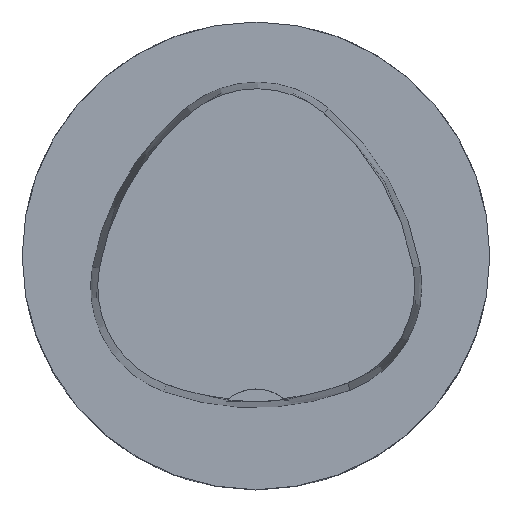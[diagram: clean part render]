
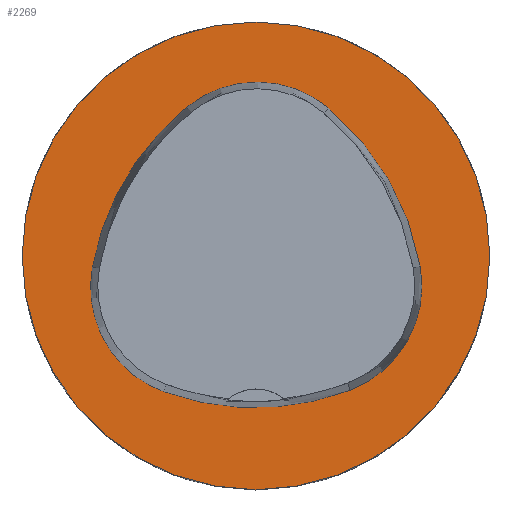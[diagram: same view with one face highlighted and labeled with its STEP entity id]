
A CAD part, top view. The second image highlights one B-rep face of the part: STEP entity #2269.
In plain terms, the highlighted planar face has unit normal (0, 0, 1).
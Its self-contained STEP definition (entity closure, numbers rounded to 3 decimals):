
#400=PLANE('',#11699);
#2269=ADVANCED_FACE('',(#3368,#3369),#400,.T.);
#3368=FACE_BOUND('',#4120,.T.);
#3369=FACE_BOUND('',#4121,.T.);
#4120=EDGE_LOOP('',(#7013,#7014,#7015,#7016,#7017,#7018));
#4121=EDGE_LOOP('',(#7019));
#7013=ORIENTED_EDGE('',*,*,#9521,.T.);
#7014=ORIENTED_EDGE('',*,*,#9501,.T.);
#7015=ORIENTED_EDGE('',*,*,#9505,.T.);
#7016=ORIENTED_EDGE('',*,*,#9508,.T.);
#7017=ORIENTED_EDGE('',*,*,#9511,.T.);
#7018=ORIENTED_EDGE('',*,*,#9519,.T.);
#7019=ORIENTED_EDGE('',*,*,#8091,.F.);
#7117=VERTEX_POINT('',#14762);
#8049=VERTEX_POINT('',#58274);
#8050=VERTEX_POINT('',#58275);
#8053=VERTEX_POINT('',#58283);
#8055=VERTEX_POINT('',#58289);
#8057=VERTEX_POINT('',#58295);
#8064=VERTEX_POINT('',#58316);
#8091=EDGE_CURVE('',#7117,#7117,#9559,.T.);
#9501=EDGE_CURVE('',#8049,#8050,#10175,.T.);
#9505=EDGE_CURVE('',#8050,#8053,#10177,.T.);
#9508=EDGE_CURVE('',#8053,#8055,#10179,.T.);
#9511=EDGE_CURVE('',#8055,#8057,#10181,.T.);
#9519=EDGE_CURVE('',#8057,#8064,#10185,.T.);
#9521=EDGE_CURVE('',#8064,#8049,#10187,.T.);
#9559=CIRCLE('',#10431,31.5);
#10175=CIRCLE('',#11677,36.);
#10177=CIRCLE('',#11680,15.);
#10179=CIRCLE('',#11683,36.);
#10181=CIRCLE('',#11686,15.);
#10185=CIRCLE('',#11691,36.);
#10187=CIRCLE('',#11694,15.);
#10431=AXIS2_PLACEMENT_3D('',#14761,#11810,#11811);
#11677=AXIS2_PLACEMENT_3D('',#58273,#14534,#14535);
#11680=AXIS2_PLACEMENT_3D('',#58282,#14542,#14543);
#11683=AXIS2_PLACEMENT_3D('',#58288,#14549,#14550);
#11686=AXIS2_PLACEMENT_3D('',#58294,#14556,#14557);
#11691=AXIS2_PLACEMENT_3D('',#58317,#14568,#14569);
#11694=AXIS2_PLACEMENT_3D('',#58320,#14574,#14575);
#11699=AXIS2_PLACEMENT_3D('',#58325,#14584,#14585);
#11810=DIRECTION('',(0.,0.,-1.));
#11811=DIRECTION('',(-1.,0.,0.));
#14534=DIRECTION('',(0.,0.,-1.));
#14535=DIRECTION('',(-1.,0.,0.));
#14542=DIRECTION('',(0.,0.,-1.));
#14543=DIRECTION('',(-1.,0.,0.));
#14549=DIRECTION('',(0.,0.,-1.));
#14550=DIRECTION('',(-1.,0.,0.));
#14556=DIRECTION('',(0.,0.,-1.));
#14557=DIRECTION('',(-1.,0.,0.));
#14568=DIRECTION('',(0.,0.,-1.));
#14569=DIRECTION('',(-1.,0.,0.));
#14574=DIRECTION('',(0.,0.,-1.));
#14575=DIRECTION('',(-1.,0.,0.));
#14584=DIRECTION('',(0.,0.,1.));
#14585=DIRECTION('',(1.,0.,0.));
#14761=CARTESIAN_POINT('',(0.,0.,0.));
#14762=CARTESIAN_POINT('',(-31.5,0.,0.));
#58273=CARTESIAN_POINT('',(13.398,-7.893,0.));
#58274=CARTESIAN_POINT('',(-22.041,-1.562,0.));
#58275=CARTESIAN_POINT('',(-9.317,20.036,0.));
#58282=CARTESIAN_POINT('',(0.148,8.399,0.));
#58283=CARTESIAN_POINT('',(9.779,19.898,0.));
#58288=CARTESIAN_POINT('',(-13.337,-7.7,0.));
#58289=CARTESIAN_POINT('',(22.122,-1.48,0.));
#58294=CARTESIAN_POINT('',(7.347,-4.071,0.));
#58295=CARTESIAN_POINT('',(12.693,-18.087,0.));
#58316=CARTESIAN_POINT('',(-12.373,-18.307,0.));
#58317=CARTESIAN_POINT('',(-0.137,15.55,0.));
#58320=CARTESIAN_POINT('',(-7.275,-4.2,0.));
#58325=CARTESIAN_POINT('',(0.,0.,0.));
